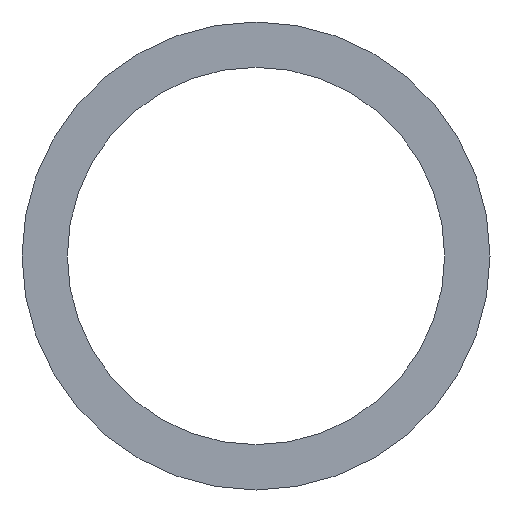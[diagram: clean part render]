
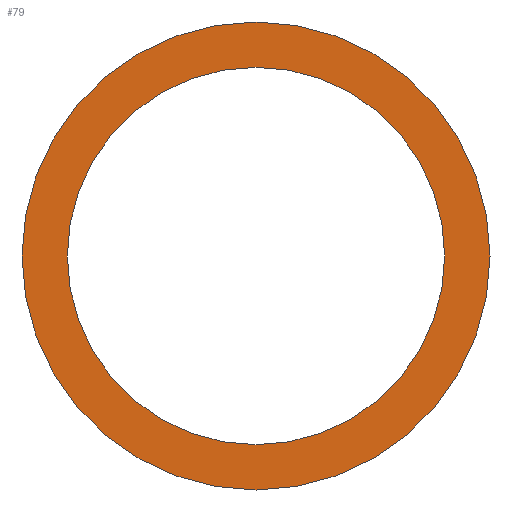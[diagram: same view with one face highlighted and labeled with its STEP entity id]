
A CAD part, front view. The second image highlights one B-rep face of the part: STEP entity #79.
In plain terms, the highlighted planar face has unit normal (0, -1, 0).
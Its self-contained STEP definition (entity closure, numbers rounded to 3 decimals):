
#79 = ADVANCED_FACE( '', ( #102, #103 ), #104, .F. );
#102 = FACE_BOUND( '', #141, .T. );
#103 = FACE_OUTER_BOUND( '', #142, .T. );
#104 = PLANE( '', #143 );
#141 = EDGE_LOOP( '', ( #197 ) );
#142 = EDGE_LOOP( '', ( #198 ) );
#143 = AXIS2_PLACEMENT_3D( '', #199, #200, #201 );
#197 = ORIENTED_EDGE( '', *, *, #314, .F. );
#198 = ORIENTED_EDGE( '', *, *, #312, .F. );
#199 = CARTESIAN_POINT( '', ( 0., 0., 0. ) );
#200 = DIRECTION( '', ( 0., 1., 0. ) );
#201 = DIRECTION( '', ( 0., 0., 1. ) );
#312 = EDGE_CURVE( '', #360, #360, #361, .T. );
#314 = EDGE_CURVE( '', #364, #364, #365, .T. );
#360 = VERTEX_POINT( '', #434 );
#361 = CIRCLE( '', #435, 31. );
#364 = VERTEX_POINT( '', #438 );
#365 = CIRCLE( '', #439, 25. );
#434 = CARTESIAN_POINT( '', ( 31., 0., 0. ) );
#435 = AXIS2_PLACEMENT_3D( '', #520, #521, #522 );
#438 = CARTESIAN_POINT( '', ( 0., 0., -25. ) );
#439 = AXIS2_PLACEMENT_3D( '', #526, #527, #528 );
#520 = CARTESIAN_POINT( '', ( 0., 0., 0. ) );
#521 = DIRECTION( '', ( 0., 1., 0. ) );
#522 = DIRECTION( '', ( 1., 0., 0. ) );
#526 = CARTESIAN_POINT( '', ( 0., 0., 0. ) );
#527 = DIRECTION( '', ( 0., -1., 0. ) );
#528 = DIRECTION( '', ( 0., 0., -1. ) );
